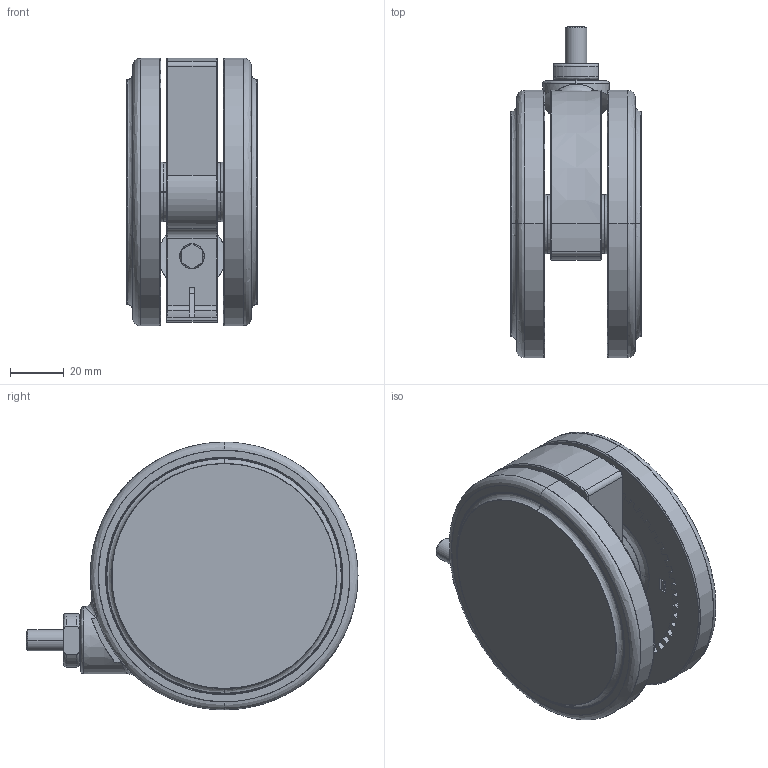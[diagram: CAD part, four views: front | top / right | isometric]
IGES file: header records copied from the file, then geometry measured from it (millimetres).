
Start section: SolidWorks IGES file using analytic representation for surfaces
Global section: file name: TCA-KFW100N8.IGS; native system: SolidWorks 2015; preprocessor: SolidWorks 2015; author: Yoshitsune; date: 160825.131531; units: millimetre
Bounding box: 48.6 x 124 x 100 mm (x, y, z)
Surface area: 88891.2 mm2 (no closed solid volume)
Topology: 0 solids, 0 shells, 999 faces, 8832 edges, 8822 vertices
Faces by surface type: bspline 570, revolution 429
